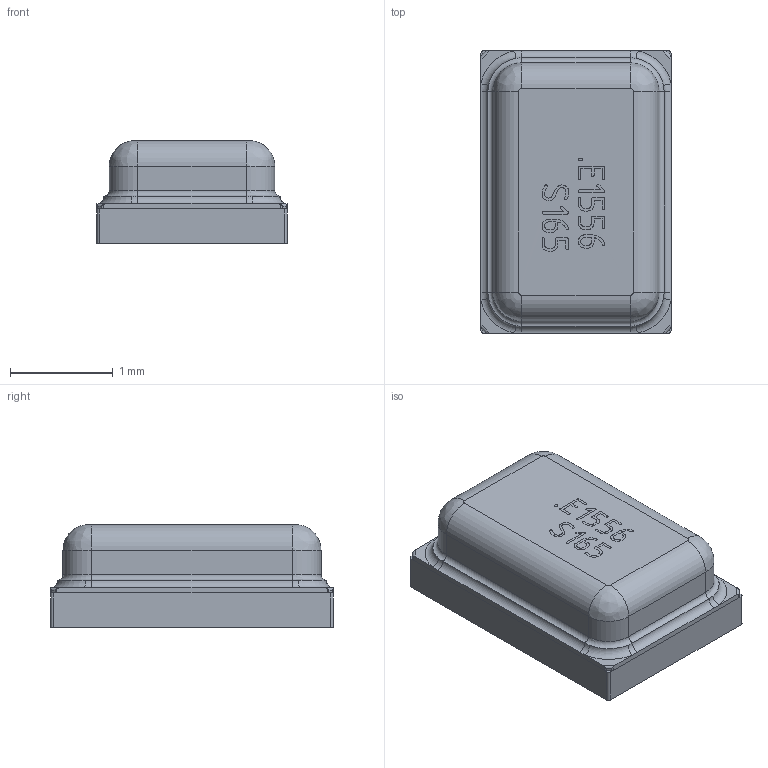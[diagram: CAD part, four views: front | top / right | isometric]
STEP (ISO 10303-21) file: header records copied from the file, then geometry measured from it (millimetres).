
FILE_DESCRIPTION(/* description */ (''),/* implementation_level */ '2;1');
FILE_NAME(/* name */ 'Knowles - SPU0410LR5H-QB-7.step',/* time_stamp */ '2020-04-17T14:42:54+01:00',/* author */ (''),/* organization */ (''),/* preprocessor_version */ 'ST-DEVELOPER v18.1',/* originating_system */ 'Autodesk Translation Framework v9.2.0.1227',/* authorisation */ '');
FILE_SCHEMA (('AUTOMOTIVE_DESIGN { 1 0 10303 214 3 1 1 }'));
Length unit declared in the file: millimetre
Products named in the file (1): Knowles -  SPU0410LR5H-QB-7
Bounding box: 1.85 x 2.75 x 1 mm (x, y, z)
Volume: 4.3 mm3; surface area: 17.9 mm2
Topology: 1 solids, 1 shells, 108 faces, 418 edges, 330 vertices
Faces by surface type: plane 52, cylinder 36, torus 16, bspline 4
Full cylindrical faces by diameter (mm): 0.25 x1, 0.325 x1, 0.95 x1, 1.45 x1
Entity records: 4993 total; most frequent: CARTESIAN_POINT 1453, ORIENTED_EDGE 836, DIRECTION 589, EDGE_CURVE 418, VERTEX_POINT 330, AXIS2_PLACEMENT_3D 205, LINE 179, VECTOR 179
